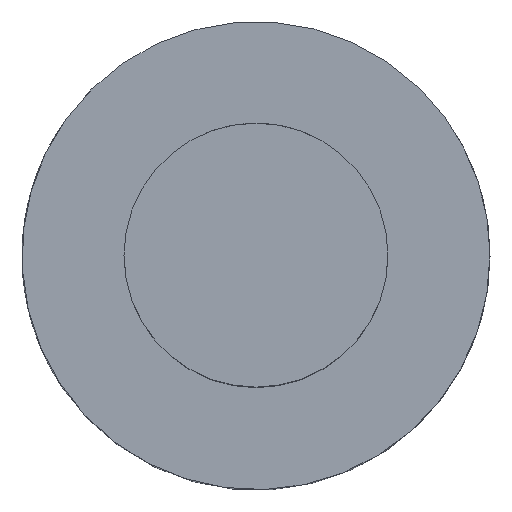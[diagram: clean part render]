
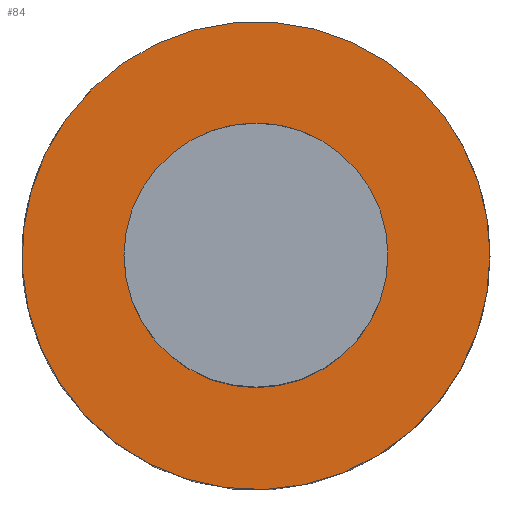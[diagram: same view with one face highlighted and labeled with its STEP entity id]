
A CAD part, top view. The second image highlights one B-rep face of the part: STEP entity #84.
In plain terms, the highlighted planar face has unit normal (0, 0, 1).
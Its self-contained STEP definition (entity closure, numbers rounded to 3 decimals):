
#73=EDGE_CURVE('240[2]',#203,#203,#204,.T.);
#84=ADVANCED_FACE('240[2]',(#219,#220),#221,.T.);
#131=EDGE_CURVE('240[2]',#289,#289,#290,.T.);
#203=VERTEX_POINT('',#373);
#204=CIRCLE('',#374,19.5);
#219=FACE_BOUND('',#393,.T.);
#220=FACE_OUTER_BOUND('',#394,.T.);
#221=PLANE('',#395);
#289=VERTEX_POINT('',#551);
#290=CIRCLE('',#552,11.0);
#373=CARTESIAN_POINT('',(19.499,0.15,0.));
#374=AXIS2_PLACEMENT_3D('',#800,#801,#802);
#393=EDGE_LOOP('',(#819));
#394=EDGE_LOOP('',(#820));
#395=AXIS2_PLACEMENT_3D('',#821,#822,#823);
#551=CARTESIAN_POINT('',(11.0,0.0,0.0));
#552=AXIS2_PLACEMENT_3D('',#910,#911,#912);
#800=CARTESIAN_POINT('',(0.,0.,0.0));
#801=DIRECTION('',(0.,0.,1.0));
#802=DIRECTION('',(0.,1.0,0.));
#819=ORIENTED_EDGE('',*,*,#131,.T.);
#820=ORIENTED_EDGE('',*,*,#73,.T.);
#821=CARTESIAN_POINT('',(-11.0,0.,0.));
#822=DIRECTION('',(0.,0.,1.0));
#823=DIRECTION('',(-1.0,0.,0.0));
#910=CARTESIAN_POINT('',(0.0,0.0,0.));
#911=DIRECTION('',(0.,0.,-1.0));
#912=DIRECTION('',(1.0,0.,0.));
